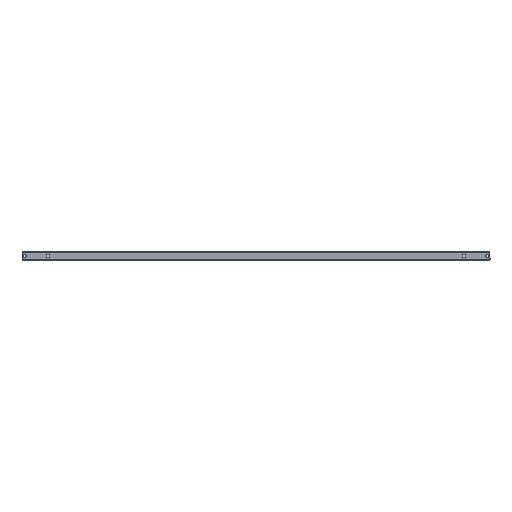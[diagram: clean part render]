
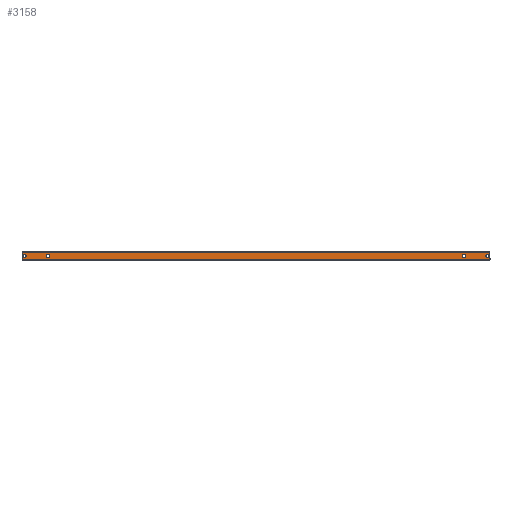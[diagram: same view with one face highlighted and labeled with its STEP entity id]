
A CAD part, left-side view. The second image highlights one B-rep face of the part: STEP entity #3158.
In plain terms, the highlighted planar face has unit normal (-1, 0, 0).
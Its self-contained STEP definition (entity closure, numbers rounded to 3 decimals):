
#6 = AXIS2_PLACEMENT_3D ( 'NONE', #1082, #1081, #1080 ) ;
#17 = AXIS2_PLACEMENT_3D ( 'NONE', #1096, #1090, #1089 ) ;
#64 = AXIS2_PLACEMENT_3D ( 'NONE', #4894, #5029, #5028 ) ;
#65 = AXIS2_PLACEMENT_3D ( 'NONE', #4935, #4929, #4927 ) ;
#105 = CARTESIAN_POINT ( 'NONE',  ( -443., -591., -6. ) ) ;
#116 = CARTESIAN_POINT ( 'NONE',  ( -443., -591., -14. ) ) ;
#244 = EDGE_LOOP ( 'NONE', ( #3144, #3145, #3146, #3147 ) ) ;
#295 = EDGE_LOOP ( 'NONE', ( #3142, #3143 ) ) ;
#858 = VERTEX_POINT ( 'NONE', #105 ) ;
#861 = VERTEX_POINT ( 'NONE', #116 ) ;
#879 = EDGE_CURVE ( 'NONE', #861, #858, #3338, .T. ) ;
#883 = EDGE_CURVE ( 'NONE', #1655, #1660, #3344, .T. ) ;
#1075 = DIRECTION ( 'NONE',  ( 0., 0., 1. ) ) ;
#1078 = DIRECTION ( 'NONE',  ( 0., 0., -1. ) ) ;
#1079 = CARTESIAN_POINT ( 'NONE',  ( -443., 535.5, -14.5 ) ) ;
#1080 = DIRECTION ( 'NONE',  ( 0., 0., 1. ) ) ;
#1081 = DIRECTION ( 'NONE',  ( -1., 0., 0. ) ) ;
#1082 = CARTESIAN_POINT ( 'NONE',  ( -443., 591., -10. ) ) ;
#1083 = DIRECTION ( 'NONE',  ( 0., -1., 0. ) ) ;
#1084 = CARTESIAN_POINT ( 'NONE',  ( -443., 526.5, -14.5 ) ) ;
#1085 = DIRECTION ( 'NONE',  ( 0., 0., -1. ) ) ;
#1086 = CARTESIAN_POINT ( 'NONE',  ( -443., -535.5, -14.5 ) ) ;
#1087 = DIRECTION ( 'NONE',  ( 0., 1., 0. ) ) ;
#1088 = CARTESIAN_POINT ( 'NONE',  ( -443., -535.5, -5.5 ) ) ;
#1089 = DIRECTION ( 'NONE',  ( 0., 0., -1. ) ) ;
#1090 = DIRECTION ( 'NONE',  ( -1., 0., 0. ) ) ;
#1091 = DIRECTION ( 'NONE',  ( 0., 0., 1. ) ) ;
#1092 = CARTESIAN_POINT ( 'NONE',  ( -443., -597.5, 0. ) ) ;
#1096 = CARTESIAN_POINT ( 'NONE',  ( -443., -591., -10. ) ) ;
#1097 = DIRECTION ( 'NONE',  ( 0., 1., 0. ) ) ;
#1098 = CARTESIAN_POINT ( 'NONE',  ( -443., 535.5, -5.5 ) ) ;
#1099 = CARTESIAN_POINT ( 'NONE',  ( -443., -526.5, -14.5 ) ) ;
#1113 = DIRECTION ( 'NONE',  ( 0., 0., -1. ) ) ;
#1114 = CARTESIAN_POINT ( 'NONE',  ( -443., 597.5, -20. ) ) ;
#1127 = DIRECTION ( 'NONE',  ( 0., 0., 1. ) ) ;
#1128 = CARTESIAN_POINT ( 'NONE',  ( -443., -535.5, -14.5 ) ) ;
#1162 = CARTESIAN_POINT ( 'NONE',  ( -443., -597.5, -0.01 ) ) ;
#1421 = CARTESIAN_POINT ( 'NONE',  ( -443., -526.5, -5.5 ) ) ;
#1427 = CARTESIAN_POINT ( 'NONE',  ( -443., 591., -6. ) ) ;
#1437 = CARTESIAN_POINT ( 'NONE',  ( -443., 591., -14. ) ) ;
#1454 = CARTESIAN_POINT ( 'NONE',  ( -443., -535.5, -14.5 ) ) ;
#1473 = CARTESIAN_POINT ( 'NONE',  ( -443., 526.5, -14.5 ) ) ;
#1474 = CARTESIAN_POINT ( 'NONE',  ( -443., -535.5, -5.5 ) ) ;
#1483 = CARTESIAN_POINT ( 'NONE',  ( -443., 535.5, -5.5 ) ) ;
#1484 = CARTESIAN_POINT ( 'NONE',  ( -443., 597.5, -19.99 ) ) ;
#1487 = CARTESIAN_POINT ( 'NONE',  ( -443., 526.5, -5.5 ) ) ;
#1491 = CARTESIAN_POINT ( 'NONE',  ( -443., 535.5, -14.5 ) ) ;
#1492 = CARTESIAN_POINT ( 'NONE',  ( -443., -597.5, -19.99 ) ) ;
#1496 = CARTESIAN_POINT ( 'NONE',  ( -443., -526.5, -14.5 ) ) ;
#1578 = VERTEX_POINT ( 'NONE', #1162 ) ;
#1604 = VERTEX_POINT ( 'NONE', #1492 ) ;
#1605 = VERTEX_POINT ( 'NONE', #1487 ) ;
#1608 = VERTEX_POINT ( 'NONE', #1496 ) ;
#1609 = VERTEX_POINT ( 'NONE', #1484 ) ;
#1610 = VERTEX_POINT ( 'NONE', #1491 ) ;
#1611 = VERTEX_POINT ( 'NONE', #1483 ) ;
#1616 = VERTEX_POINT ( 'NONE', #1474 ) ;
#1617 = VERTEX_POINT ( 'NONE', #1473 ) ;
#1633 = VERTEX_POINT ( 'NONE', #1454 ) ;
#1655 = VERTEX_POINT ( 'NONE', #1437 ) ;
#1660 = VERTEX_POINT ( 'NONE', #1427 ) ;
#1664 = VERTEX_POINT ( 'NONE', #1421 ) ;
#2081 = DIRECTION ( 'NONE',  ( 1., 0., 0. ) ) ;
#2082 = DIRECTION ( 'NONE',  ( 0., 0., -1. ) ) ;
#2086 = CARTESIAN_POINT ( 'NONE',  ( -443., 597.5, 0. ) ) ;
#2094 = PLANE ( 'NONE',  #3945 ) ;
#2209 = EDGE_CURVE ( 'NONE', #1633, #1616, #3838, .T. ) ;
#2216 = EDGE_CURVE ( 'NONE', #3681, #1609, #3852, .T. ) ;
#2223 = EDGE_CURVE ( 'NONE', #1605, #1611, #3866, .T. ) ;
#2226 = EDGE_CURVE ( 'NONE', #1604, #1578, #5103, .T. ) ;
#2227 = EDGE_CURVE ( 'NONE', #858, #861, #5106, .T. ) ;
#2228 = EDGE_CURVE ( 'NONE', #1616, #1664, #3865, .T. ) ;
#2229 = EDGE_CURVE ( 'NONE', #1664, #1608, #5105, .T. ) ;
#2230 = EDGE_CURVE ( 'NONE', #1608, #1633, #3869, .T. ) ;
#2231 = EDGE_CURVE ( 'NONE', #1660, #1655, #5114, .T. ) ;
#2232 = EDGE_CURVE ( 'NONE', #1611, #1610, #5110, .T. ) ;
#2233 = EDGE_CURVE ( 'NONE', #1617, #1605, #5113, .T. ) ;
#2299 = EDGE_CURVE ( 'NONE', #1610, #1617, #5198, .T. ) ;
#2301 = EDGE_CURVE ( 'NONE', #1609, #1604, #5201, .T. ) ;
#2303 = EDGE_CURVE ( 'NONE', #3681, #1578, #5203, .T. ) ;
#2708 = FACE_BOUND ( 'NONE', #3372, .T. ) ;
#2710 = FACE_OUTER_BOUND ( 'NONE', #3393, .T. ) ;
#2714 = FACE_BOUND ( 'NONE', #3391, .T. ) ;
#2716 = FACE_BOUND ( 'NONE', #295, .T. ) ;
#2718 = FACE_BOUND ( 'NONE', #244, .T. ) ;
#2817 = ORIENTED_EDGE ( 'NONE', *, *, #2303, .F. ) ;
#2818 = ORIENTED_EDGE ( 'NONE', *, *, #2216, .T. ) ;
#3136 = ORIENTED_EDGE ( 'NONE', *, *, #2229, .F. ) ;
#3137 = ORIENTED_EDGE ( 'NONE', *, *, #2228, .F. ) ;
#3138 = ORIENTED_EDGE ( 'NONE', *, *, #2209, .F. ) ;
#3139 = ORIENTED_EDGE ( 'NONE', *, *, #2230, .F. ) ;
#3140 = ORIENTED_EDGE ( 'NONE', *, *, #2227, .F. ) ;
#3141 = ORIENTED_EDGE ( 'NONE', *, *, #879, .F. ) ;
#3142 = ORIENTED_EDGE ( 'NONE', *, *, #2231, .F. ) ;
#3143 = ORIENTED_EDGE ( 'NONE', *, *, #883, .F. ) ;
#3144 = ORIENTED_EDGE ( 'NONE', *, *, #2223, .F. ) ;
#3145 = ORIENTED_EDGE ( 'NONE', *, *, #2233, .F. ) ;
#3146 = ORIENTED_EDGE ( 'NONE', *, *, #2299, .F. ) ;
#3147 = ORIENTED_EDGE ( 'NONE', *, *, #2232, .F. ) ;
#3148 = ORIENTED_EDGE ( 'NONE', *, *, #2301, .T. ) ;
#3149 = ORIENTED_EDGE ( 'NONE', *, *, #2226, .T. ) ;
#3158 = ADVANCED_FACE ( 'NONE', ( #2708, #2714, #2716, #2718, #2710 ), #2094, .F. ) ;
#3338 = CIRCLE ( 'NONE', #65, 4. ) ;
#3344 = CIRCLE ( 'NONE', #64, 4. ) ;
#3372 = EDGE_LOOP ( 'NONE', ( #3136, #3137, #3138, #3139 ) ) ;
#3391 = EDGE_LOOP ( 'NONE', ( #3140, #3141 ) ) ;
#3393 = EDGE_LOOP ( 'NONE', ( #3148, #3149, #2817, #2818 ) ) ;
#3681 = VERTEX_POINT ( 'NONE', #4792 ) ;
#3838 = LINE ( 'NONE', #1128, #3839 ) ;
#3839 = VECTOR ( 'NONE', #1127, 1000. ) ;
#3852 = LINE ( 'NONE', #1114, #3853 ) ;
#3853 = VECTOR ( 'NONE', #1113, 1000. ) ;
#3861 = VECTOR ( 'NONE', #1087, 1000. ) ;
#3865 = LINE ( 'NONE', #1088, #3861 ) ;
#3866 = LINE ( 'NONE', #1098, #3867 ) ;
#3867 = VECTOR ( 'NONE', #1097, 1000. ) ;
#3869 = LINE ( 'NONE', #1086, #5109 ) ;
#3945 = AXIS2_PLACEMENT_3D ( 'NONE', #2086, #2081, #2082 ) ;
#4625 = DIRECTION ( 'NONE',  ( 0., -1., 0. ) ) ;
#4626 = CARTESIAN_POINT ( 'NONE',  ( -443., 597.5, -19.99 ) ) ;
#4638 = DIRECTION ( 'NONE',  ( 0., -1., 0. ) ) ;
#4639 = CARTESIAN_POINT ( 'NONE',  ( -443., 597.5, -0.01 ) ) ;
#4658 = CARTESIAN_POINT ( 'NONE',  ( -443., 535.5, -14.5 ) ) ;
#4702 = DIRECTION ( 'NONE',  ( 0., -1., 0. ) ) ;
#4792 = CARTESIAN_POINT ( 'NONE',  ( -443., 597.5, -0.01 ) ) ;
#4894 = CARTESIAN_POINT ( 'NONE',  ( -443., 591., -10. ) ) ;
#4927 = DIRECTION ( 'NONE',  ( 0., 0., -1. ) ) ;
#4929 = DIRECTION ( 'NONE',  ( -1., 0., 0. ) ) ;
#4935 = CARTESIAN_POINT ( 'NONE',  ( -443., -591., -10. ) ) ;
#5028 = DIRECTION ( 'NONE',  ( 0., 0., 1. ) ) ;
#5029 = DIRECTION ( 'NONE',  ( -1., 0., 0. ) ) ;
#5103 = LINE ( 'NONE', #1092, #5104 ) ;
#5104 = VECTOR ( 'NONE', #1091, 1000. ) ;
#5105 = LINE ( 'NONE', #1099, #5107 ) ;
#5106 = CIRCLE ( 'NONE', #17, 4. ) ;
#5107 = VECTOR ( 'NONE', #1085, 1000. ) ;
#5108 = VECTOR ( 'NONE', #1078, 1000. ) ;
#5109 = VECTOR ( 'NONE', #1083, 1000. ) ;
#5110 = LINE ( 'NONE', #1079, #5108 ) ;
#5113 = LINE ( 'NONE', #1084, #5115 ) ;
#5114 = CIRCLE ( 'NONE', #6, 4. ) ;
#5115 = VECTOR ( 'NONE', #1075, 1000. ) ;
#5194 = VECTOR ( 'NONE', #4625, 1000. ) ;
#5198 = LINE ( 'NONE', #4658, #5200 ) ;
#5200 = VECTOR ( 'NONE', #4638, 1000. ) ;
#5201 = LINE ( 'NONE', #4626, #5194 ) ;
#5203 = LINE ( 'NONE', #4639, #5207 ) ;
#5207 = VECTOR ( 'NONE', #4702, 1000. ) ;
